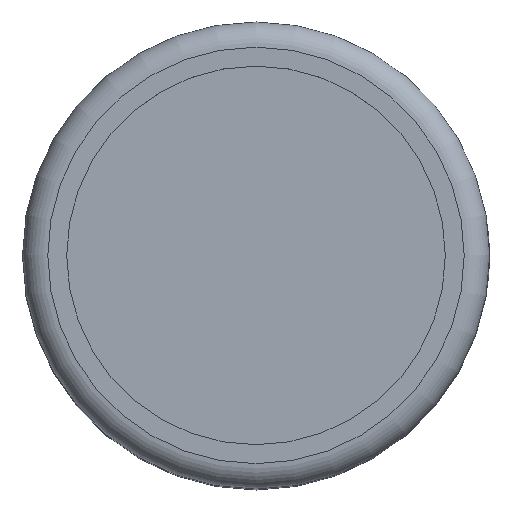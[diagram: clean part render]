
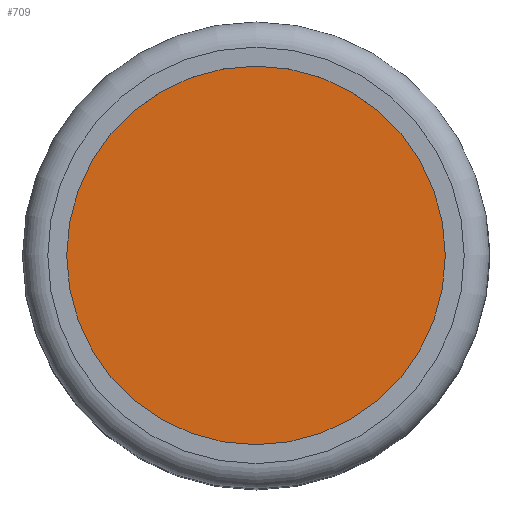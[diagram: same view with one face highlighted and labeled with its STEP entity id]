
A CAD part, top view. The second image highlights one B-rep face of the part: STEP entity #709.
In plain terms, the highlighted planar face has unit normal (0, 0, 1).
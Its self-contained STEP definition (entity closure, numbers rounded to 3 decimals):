
#130=PLANE($,#790);
#186=FACE_OUTER_BOUND($,#246,.T.);
#246=EDGE_LOOP($,(#516));
#310=CIRCLE($,#788,7.5);
#352=VERTEX_POINT($,#1139);
#418=EDGE_CURVE($,#352,#352,#310,.T.);
#516=ORIENTED_EDGE($,*,*,#418,.F.);
#709=ADVANCED_FACE($,(#186),#130,.T.);
#788=AXIS2_PLACEMENT_3D($,#1140,#904,#905);
#790=AXIS2_PLACEMENT_3D($,#1143,#908,#909);
#904=DIRECTION('center_axis',(0.,0.,-1.));
#905=DIRECTION('ref_axis',(1.,0.,0.));
#908=DIRECTION('center_axis',(0.,0.,1.));
#909=DIRECTION('ref_axis',(1.,0.,0.));
#1139=CARTESIAN_POINT('',(7.5,0.,26.3));
#1140=CARTESIAN_POINT('Origin',(0.,0.,26.3));
#1143=CARTESIAN_POINT('Origin',(0.,0.,26.3));
